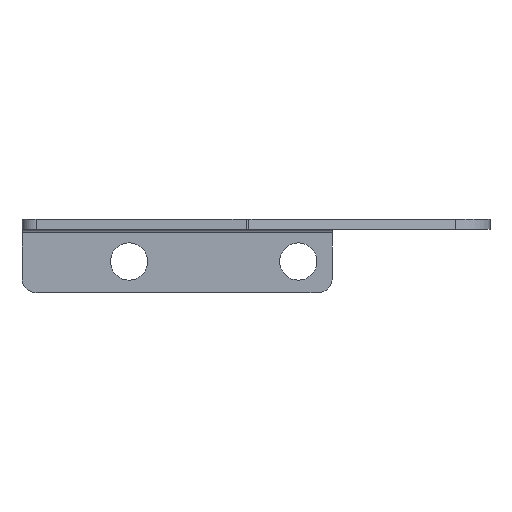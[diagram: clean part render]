
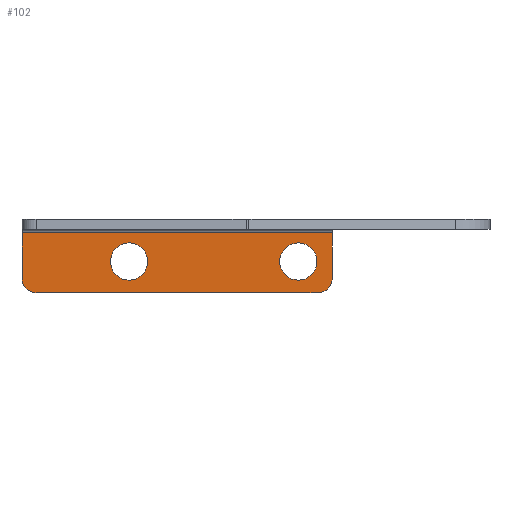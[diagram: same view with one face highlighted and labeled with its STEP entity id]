
A CAD part, front view. The second image highlights one B-rep face of the part: STEP entity #102.
In plain terms, the highlighted planar face has unit normal (0, -1, 0).
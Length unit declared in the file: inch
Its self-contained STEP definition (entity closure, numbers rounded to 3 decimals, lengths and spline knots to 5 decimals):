
#36 = EDGE_LOOP ( 'NONE', ( #1554, #1433 ) ) ;
#38 = CARTESIAN_POINT ( 'NONE',  ( -0.75, 0.7, -0.53937 ) ) ;
#40 = FACE_BOUND ( 'NONE', #888, .T. ) ;
#41 = DIRECTION ( 'NONE',  ( 0., -1., 0. ) ) ;
#44 = AXIS2_PLACEMENT_3D ( 'NONE', #582, #1068, #1328 ) ;
#79 = DIRECTION ( 'NONE',  ( 1., 0., 0. ) ) ;
#88 = AXIS2_PLACEMENT_3D ( 'NONE', #228, #335, #484 ) ;
#89 = ORIENTED_EDGE ( 'NONE', *, *, #1508, .F. ) ;
#92 = CARTESIAN_POINT ( 'NONE',  ( -0.45, 0.7, -0.65 ) ) ;
#93 = CARTESIAN_POINT ( 'NONE',  ( 0., 0.7, 0. ) ) ;
#102 = ADVANCED_FACE ( 'NONE', ( #40, #884, #532 ), #1010, .T. ) ;
#105 = AXIS2_PLACEMENT_3D ( 'NONE', #971, #41, #757 ) ;
#159 = CIRCLE ( 'NONE', #105, 0.125 ) ;
#189 = EDGE_CURVE ( 'NONE', #834, #880, #331, .T. ) ;
#195 = CARTESIAN_POINT ( 'NONE',  ( -2.25, 0.7, -0.37402 ) ) ;
#200 = CARTESIAN_POINT ( 'NONE',  ( -0.45, 0.7, -0.119 ) ) ;
#210 = AXIS2_PLACEMENT_3D ( 'NONE', #195, #1188, #894 ) ;
#228 = CARTESIAN_POINT ( 'NONE',  ( -0.75, 0.7, -0.37402 ) ) ;
#267 = CARTESIAN_POINT ( 'NONE',  ( -3.2, 0.7, -0.119 ) ) ;
#298 = CIRCLE ( 'NONE', #88, 0.16535 ) ;
#317 = VECTOR ( 'NONE', #79, 39.37008 ) ;
#323 = CIRCLE ( 'NONE', #1118, 0.125 ) ;
#327 = ORIENTED_EDGE ( 'NONE', *, *, #1573, .T. ) ;
#331 = LINE ( 'NONE', #1439, #317 ) ;
#335 = DIRECTION ( 'NONE',  ( 0., 1., 0. ) ) ;
#354 = VERTEX_POINT ( 'NONE', #596 ) ;
#373 = CIRCLE ( 'NONE', #1347, 0.16535 ) ;
#395 = CARTESIAN_POINT ( 'NONE',  ( -2.25, 0.7, -0.37402 ) ) ;
#450 = AXIS2_PLACEMENT_3D ( 'NONE', #93, #1436, #562 ) ;
#484 = DIRECTION ( 'NONE',  ( 0., 0., -1. ) ) ;
#532 = FACE_OUTER_BOUND ( 'NONE', #946, .T. ) ;
#562 = DIRECTION ( 'NONE',  ( 0., 0., -1. ) ) ;
#578 = EDGE_CURVE ( 'NONE', #1273, #1281, #159, .T. ) ;
#579 = LINE ( 'NONE', #1309, #1256 ) ;
#582 = CARTESIAN_POINT ( 'NONE',  ( -0.75, 0.7, -0.37402 ) ) ;
#596 = CARTESIAN_POINT ( 'NONE',  ( -3.075, 0.7, -0.65 ) ) ;
#674 = CARTESIAN_POINT ( 'NONE',  ( -2.25, 0.7, -0.53937 ) ) ;
#675 = CARTESIAN_POINT ( 'NONE',  ( -0.45, 0.7, -0.525 ) ) ;
#698 = ORIENTED_EDGE ( 'NONE', *, *, #1026, .F. ) ;
#716 = EDGE_CURVE ( 'NONE', #1411, #745, #1497, .T. ) ;
#724 = CARTESIAN_POINT ( 'NONE',  ( -2.25, 0.7, -0.20866 ) ) ;
#739 = EDGE_CURVE ( 'NONE', #1391, #905, #875, .T. ) ;
#745 = VERTEX_POINT ( 'NONE', #724 ) ;
#757 = DIRECTION ( 'NONE',  ( 0., 0., -1. ) ) ;
#766 = ORIENTED_EDGE ( 'NONE', *, *, #1535, .F. ) ;
#812 = ORIENTED_EDGE ( 'NONE', *, *, #189, .F. ) ;
#813 = EDGE_CURVE ( 'NONE', #745, #1411, #373, .T. ) ;
#831 = LINE ( 'NONE', #1087, #1350 ) ;
#834 = VERTEX_POINT ( 'NONE', #267 ) ;
#838 = DIRECTION ( 'NONE',  ( 0., -1., 0. ) ) ;
#844 = VECTOR ( 'NONE', #1435, 39.37008 ) ;
#856 = DIRECTION ( 'NONE',  ( 0., 0., -1. ) ) ;
#860 = CARTESIAN_POINT ( 'NONE',  ( -3.075, 0.7, -0.525 ) ) ;
#875 = CIRCLE ( 'NONE', #44, 0.16535 ) ;
#880 = VERTEX_POINT ( 'NONE', #200 ) ;
#884 = FACE_BOUND ( 'NONE', #36, .T. ) ;
#888 = EDGE_LOOP ( 'NONE', ( #1493, #327 ) ) ;
#894 = DIRECTION ( 'NONE',  ( 0., 0., -1. ) ) ;
#905 = VERTEX_POINT ( 'NONE', #38 ) ;
#946 = EDGE_LOOP ( 'NONE', ( #89, #1016, #698, #812, #766, #1208 ) ) ;
#949 = DIRECTION ( 'NONE',  ( 0., 0., 1. ) ) ;
#971 = CARTESIAN_POINT ( 'NONE',  ( -0.575, 0.7, -0.525 ) ) ;
#1009 = CARTESIAN_POINT ( 'NONE',  ( -0.575, 0.7, -0.65 ) ) ;
#1010 = PLANE ( 'NONE',  #450 ) ;
#1012 = VERTEX_POINT ( 'NONE', #1297 ) ;
#1016 = ORIENTED_EDGE ( 'NONE', *, *, #578, .T. ) ;
#1026 = EDGE_CURVE ( 'NONE', #880, #1281, #1536, .T. ) ;
#1068 = DIRECTION ( 'NONE',  ( 0., 1., 0. ) ) ;
#1087 = CARTESIAN_POINT ( 'NONE',  ( -3.2, 0.7, -0.65 ) ) ;
#1118 = AXIS2_PLACEMENT_3D ( 'NONE', #860, #838, #1361 ) ;
#1188 = DIRECTION ( 'NONE',  ( 0., 1., 0. ) ) ;
#1201 = EDGE_CURVE ( 'NONE', #1012, #354, #323, .T. ) ;
#1208 = ORIENTED_EDGE ( 'NONE', *, *, #1201, .T. ) ;
#1256 = VECTOR ( 'NONE', #949, 39.37008 ) ;
#1273 = VERTEX_POINT ( 'NONE', #1009 ) ;
#1277 = CARTESIAN_POINT ( 'NONE',  ( -0.75, 0.7, -0.20866 ) ) ;
#1281 = VERTEX_POINT ( 'NONE', #675 ) ;
#1297 = CARTESIAN_POINT ( 'NONE',  ( -3.2, 0.7, -0.525 ) ) ;
#1309 = CARTESIAN_POINT ( 'NONE',  ( -3.2, 0.7, -0.09 ) ) ;
#1328 = DIRECTION ( 'NONE',  ( 0., 0., -1. ) ) ;
#1347 = AXIS2_PLACEMENT_3D ( 'NONE', #395, #1372, #856 ) ;
#1350 = VECTOR ( 'NONE', #1427, 39.37008 ) ;
#1361 = DIRECTION ( 'NONE',  ( 0., 0., -1. ) ) ;
#1372 = DIRECTION ( 'NONE',  ( 0., 1., 0. ) ) ;
#1391 = VERTEX_POINT ( 'NONE', #1277 ) ;
#1411 = VERTEX_POINT ( 'NONE', #674 ) ;
#1427 = DIRECTION ( 'NONE',  ( -1., 0., 0. ) ) ;
#1433 = ORIENTED_EDGE ( 'NONE', *, *, #716, .T. ) ;
#1435 = DIRECTION ( 'NONE',  ( 0., 0., -1. ) ) ;
#1436 = DIRECTION ( 'NONE',  ( 0., -1., 0. ) ) ;
#1439 = CARTESIAN_POINT ( 'NONE',  ( -3.2, 0.7, -0.119 ) ) ;
#1493 = ORIENTED_EDGE ( 'NONE', *, *, #739, .T. ) ;
#1497 = CIRCLE ( 'NONE', #210, 0.16535 ) ;
#1508 = EDGE_CURVE ( 'NONE', #1273, #354, #831, .T. ) ;
#1535 = EDGE_CURVE ( 'NONE', #1012, #834, #579, .T. ) ;
#1536 = LINE ( 'NONE', #92, #844 ) ;
#1554 = ORIENTED_EDGE ( 'NONE', *, *, #813, .T. ) ;
#1573 = EDGE_CURVE ( 'NONE', #905, #1391, #298, .T. ) ;
